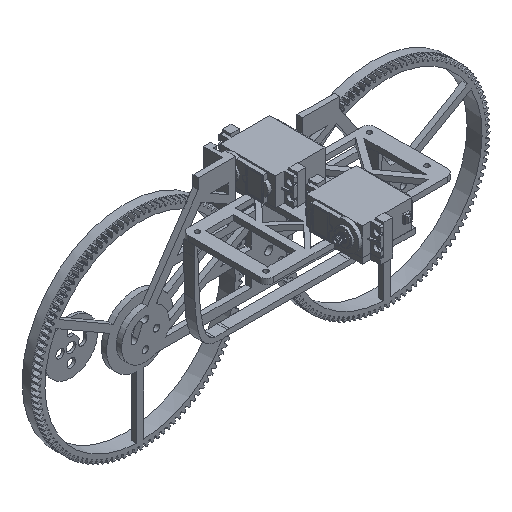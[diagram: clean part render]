
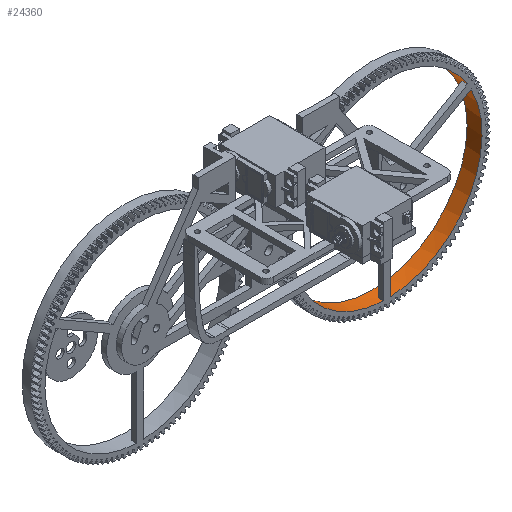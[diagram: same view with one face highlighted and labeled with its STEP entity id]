
A CAD part, isometric view. The second image highlights one B-rep face of the part: STEP entity #24360.
In plain terms, the highlighted cylindrical face has radius 68.58 mm (diameter 137.16 mm), a full revolution.
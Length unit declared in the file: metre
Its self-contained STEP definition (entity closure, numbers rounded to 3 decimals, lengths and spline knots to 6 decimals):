
#1315=CYLINDRICAL_SURFACE('',#27383,0.06858);
#1674=CIRCLE('',#25422,0.06858);
#1675=CIRCLE('',#25423,0.06858);
#1676=CIRCLE('',#25424,0.06858);
#3059=CIRCLE('',#27384,0.06858);
#3060=CIRCLE('',#27385,0.06858);
#3061=CIRCLE('',#27386,0.06858);
#3062=CIRCLE('',#27387,0.06858);
#8563=ORIENTED_EDGE('',*,*,#11649,.T.);
#8564=ORIENTED_EDGE('',*,*,#13732,.F.);
#8565=ORIENTED_EDGE('',*,*,#11644,.F.);
#8566=ORIENTED_EDGE('',*,*,#11658,.F.);
#8567=ORIENTED_EDGE('',*,*,#11639,.T.);
#8568=ORIENTED_EDGE('',*,*,#13733,.F.);
#8569=ORIENTED_EDGE('',*,*,#11630,.F.);
#8570=ORIENTED_EDGE('',*,*,#11657,.F.);
#8571=ORIENTED_EDGE('',*,*,#11635,.T.);
#8572=ORIENTED_EDGE('',*,*,#13734,.F.);
#8573=ORIENTED_EDGE('',*,*,#11654,.F.);
#8574=ORIENTED_EDGE('',*,*,#11659,.F.);
#8575=ORIENTED_EDGE('',*,*,#13735,.T.);
#11630=EDGE_CURVE('',#15070,#15067,#17456,.T.);
#11635=EDGE_CURVE('',#15074,#15073,#17459,.T.);
#11639=EDGE_CURVE('',#15078,#15077,#17463,.T.);
#11644=EDGE_CURVE('',#15082,#15079,#17468,.T.);
#11649=EDGE_CURVE('',#15086,#15085,#17471,.T.);
#11654=EDGE_CURVE('',#15090,#15087,#17476,.T.);
#11657=EDGE_CURVE('',#15074,#15070,#1674,.T.);
#11658=EDGE_CURVE('',#15078,#15082,#1675,.T.);
#11659=EDGE_CURVE('',#15086,#15090,#1676,.T.);
#13732=EDGE_CURVE('',#15079,#15085,#3059,.T.);
#13733=EDGE_CURVE('',#15067,#15077,#3060,.T.);
#13734=EDGE_CURVE('',#15087,#15073,#3061,.T.);
#13735=EDGE_CURVE('',#16473,#16473,#3062,.T.);
#15067=VERTEX_POINT('',#42292);
#15070=VERTEX_POINT('',#42297);
#15073=VERTEX_POINT('',#42307);
#15074=VERTEX_POINT('',#42309);
#15077=VERTEX_POINT('',#42316);
#15078=VERTEX_POINT('',#42318);
#15079=VERTEX_POINT('',#42322);
#15082=VERTEX_POINT('',#42327);
#15085=VERTEX_POINT('',#42337);
#15086=VERTEX_POINT('',#42339);
#15087=VERTEX_POINT('',#42343);
#15090=VERTEX_POINT('',#42348);
#16473=VERTEX_POINT('',#47082);
#17456=LINE('',#42298,#18993);
#17459=LINE('',#42308,#18996);
#17463=LINE('',#42317,#19000);
#17468=LINE('',#42328,#19005);
#17471=LINE('',#42338,#19008);
#17476=LINE('',#42349,#19013);
#18993=VECTOR('',#29517,1.);
#18996=VECTOR('',#29528,1.);
#19000=VECTOR('',#29534,1.);
#19005=VECTOR('',#29541,1.);
#19008=VECTOR('',#29552,1.);
#19013=VECTOR('',#29559,1.);
#21000=EDGE_LOOP('',(#8563,#8564,#8565,#8566,#8567,#8568,#8569,#8570,#8571,
#8572,#8573,#8574));
#21001=EDGE_LOOP('',(#8575));
#22478=FACE_BOUND('',#21000,.T.);
#22479=FACE_BOUND('',#21001,.T.);
#24360=ADVANCED_FACE('',(#22478,#22479),#1315,.F.);
#25422=AXIS2_PLACEMENT_3D('',#42354,#29568,#29569);
#25423=AXIS2_PLACEMENT_3D('',#42355,#29570,#29571);
#25424=AXIS2_PLACEMENT_3D('',#42356,#29572,#29573);
#27383=AXIS2_PLACEMENT_3D('',#47077,#33950,#33951);
#27384=AXIS2_PLACEMENT_3D('',#47078,#33952,#33953);
#27385=AXIS2_PLACEMENT_3D('',#47079,#33954,#33955);
#27386=AXIS2_PLACEMENT_3D('',#47080,#33956,#33957);
#27387=AXIS2_PLACEMENT_3D('',#47081,#33958,#33959);
#29517=DIRECTION('',(0.,-1.,0.));
#29528=DIRECTION('',(0.,-1.,0.));
#29534=DIRECTION('',(0.,-1.,0.));
#29541=DIRECTION('',(0.,-1.,0.));
#29552=DIRECTION('',(0.,-1.,0.));
#29559=DIRECTION('',(0.,-1.,0.));
#29568=DIRECTION('',(0.,-1.,0.));
#29569=DIRECTION('',(0.,0.,-1.));
#29570=DIRECTION('',(0.,-1.,0.));
#29571=DIRECTION('',(0.,0.,-1.));
#29572=DIRECTION('',(0.,-1.,0.));
#29573=DIRECTION('',(0.,0.,-1.));
#33950=DIRECTION('',(0.,-1.,0.));
#33951=DIRECTION('',(0.,0.,-1.));
#33952=DIRECTION('',(0.,-1.,0.));
#33953=DIRECTION('',(0.,0.,-1.));
#33954=DIRECTION('',(0.,-1.,0.));
#33955=DIRECTION('',(0.,0.,-1.));
#33956=DIRECTION('',(0.,-1.,0.));
#33957=DIRECTION('',(0.,0.,-1.));
#33958=DIRECTION('',(0.,-1.,0.));
#33959=DIRECTION('',(0.,0.,-1.));
#42292=CARTESIAN_POINT('',(0.00254,-0.00381,0.068533));
#42297=CARTESIAN_POINT('',(0.00254,0.,0.068533));
#42298=CARTESIAN_POINT('',(0.00254,0.020955,0.068533));
#42307=CARTESIAN_POINT('',(0.060621,-0.00381,-0.032067));
#42308=CARTESIAN_POINT('',(0.060621,0.020955,-0.032067));
#42309=CARTESIAN_POINT('',(0.060621,0.,-0.032067));
#42316=CARTESIAN_POINT('',(-0.00254,-0.00381,0.068533));
#42317=CARTESIAN_POINT('',(-0.00254,0.020955,0.068533));
#42318=CARTESIAN_POINT('',(-0.00254,0.,0.068533));
#42322=CARTESIAN_POINT('',(-0.060621,-0.00381,-0.032067));
#42327=CARTESIAN_POINT('',(-0.060621,0.,-0.032067));
#42328=CARTESIAN_POINT('',(-0.060621,0.020955,-0.032067));
#42337=CARTESIAN_POINT('',(-0.058081,-0.00381,-0.036466));
#42338=CARTESIAN_POINT('',(-0.058081,0.020955,-0.036466));
#42339=CARTESIAN_POINT('',(-0.058081,0.,-0.036466));
#42343=CARTESIAN_POINT('',(0.058081,-0.00381,-0.036466));
#42348=CARTESIAN_POINT('',(0.058081,0.,-0.036466));
#42349=CARTESIAN_POINT('',(0.058081,0.020955,-0.036466));
#42354=CARTESIAN_POINT('',(0.,0.,0.));
#42355=CARTESIAN_POINT('',(0.,0.,0.));
#42356=CARTESIAN_POINT('',(0.,0.,0.));
#47077=CARTESIAN_POINT('',(0.,0.020955,0.));
#47078=CARTESIAN_POINT('',(0.,-0.00381,0.));
#47079=CARTESIAN_POINT('',(0.,-0.00381,0.));
#47080=CARTESIAN_POINT('',(0.,-0.00381,0.));
#47081=CARTESIAN_POINT('',(0.,-0.010795,0.));
#47082=CARTESIAN_POINT('',(0.,-0.010795,-0.06858));
